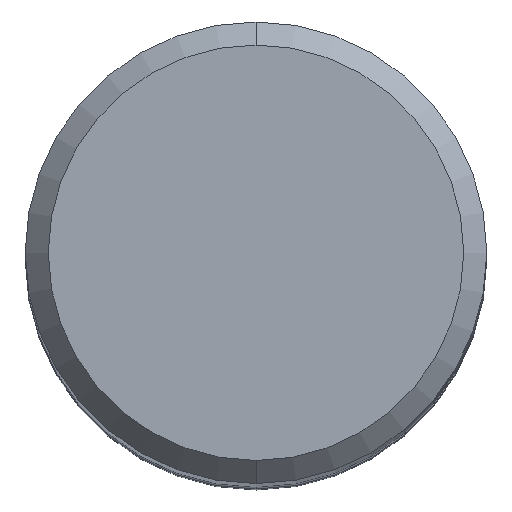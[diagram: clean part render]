
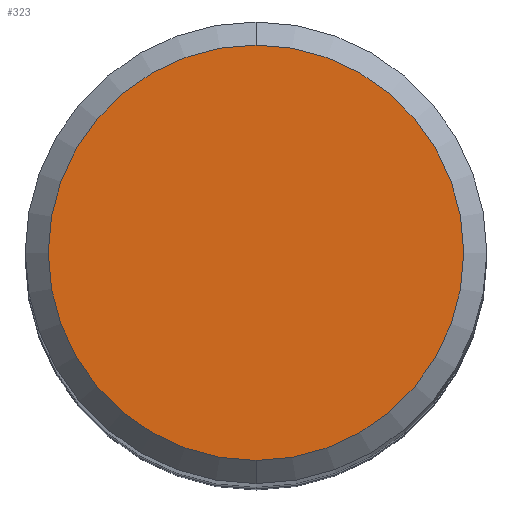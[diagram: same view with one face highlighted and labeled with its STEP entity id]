
A CAD part, top view. The second image highlights one B-rep face of the part: STEP entity #323.
In plain terms, the highlighted planar face has unit normal (0, 0, 1).
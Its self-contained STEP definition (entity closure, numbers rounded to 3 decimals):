
#263=EDGE_CURVE('',#417,#307,#658,.T.);
#285=EDGE_CURVE('',#307,#417,#682,.T.);
#307=VERTEX_POINT('',#706);
#323=ADVANCED_FACE('',(#722),#723,.T.);
#417=VERTEX_POINT('',#829);
#658=CIRCLE('',#1129,3.6);
#682=CIRCLE('',#1174,3.6);
#706=CARTESIAN_POINT('',(0.0,3.6,0.));
#722=FACE_OUTER_BOUND('',#1263,.T.);
#723=PLANE('',#1264);
#829=CARTESIAN_POINT('',(0.,-3.6,0.));
#1129=AXIS2_PLACEMENT_3D('',#1859,#1860,#1861);
#1174=AXIS2_PLACEMENT_3D('',#1891,#1892,#1893);
#1263=EDGE_LOOP('',(#1930,#1931));
#1264=AXIS2_PLACEMENT_3D('',#1932,#1933,#1934);
#1859=CARTESIAN_POINT('',(0.0,0.0,0.));
#1860=DIRECTION('',(0.0,0.0,-1.0));
#1861=DIRECTION('',(0.0,1.0,0.0));
#1891=CARTESIAN_POINT('',(0.0,0.0,0.));
#1892=DIRECTION('',(0.0,0.0,-1.0));
#1893=DIRECTION('',(0.0,1.0,0.0));
#1930=ORIENTED_EDGE('',*,*,#285,.F.);
#1931=ORIENTED_EDGE('',*,*,#263,.F.);
#1932=CARTESIAN_POINT('',(0.0,1.8,0.));
#1933=DIRECTION('',(-0.0,0.0,1.0));
#1934=DIRECTION('',(0.0,-1.0,0.0));
